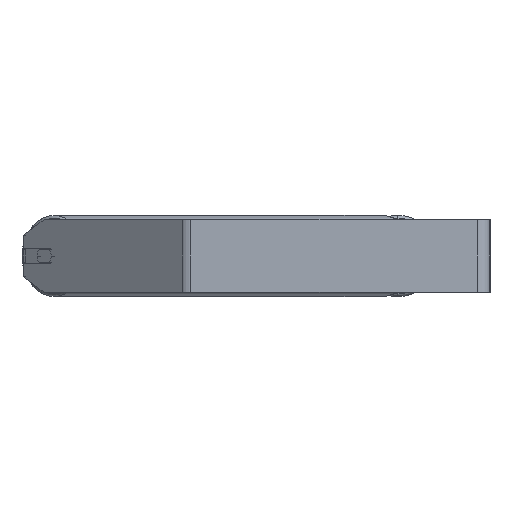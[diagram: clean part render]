
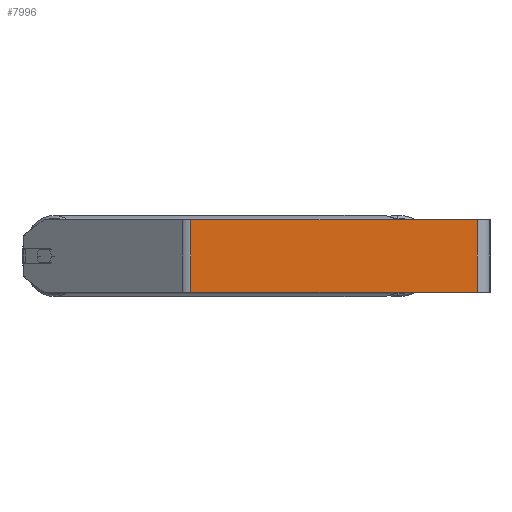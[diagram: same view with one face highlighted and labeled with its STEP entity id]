
A CAD part, left-side view. The second image highlights one B-rep face of the part: STEP entity #7996.
In plain terms, the highlighted planar face has unit normal (-1, 0, 0).
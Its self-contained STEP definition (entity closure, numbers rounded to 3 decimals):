
#374 = CARTESIAN_POINT ( 'NONE',  ( -900., 333.462, 40. ) ) ;
#621 = EDGE_CURVE ( 'NONE', #3072, #1479, #8310, .T. ) ;
#679 = CARTESIAN_POINT ( 'NONE',  ( -900., 333.462, -40. ) ) ;
#1251 = EDGE_LOOP ( 'NONE', ( #2516, #5624, #3067, #6970 ) ) ;
#1424 = VECTOR ( 'NONE', #2327, 1000. ) ;
#1479 = VERTEX_POINT ( 'NONE', #3799 ) ;
#1564 = CARTESIAN_POINT ( 'NONE',  ( -900., 328.367, -40. ) ) ;
#1705 = LINE ( 'NONE', #4396, #4972 ) ;
#1866 = CARTESIAN_POINT ( 'NONE',  ( -900., 14., 40. ) ) ;
#2327 = DIRECTION ( 'NONE',  ( 0., 0., -1. ) ) ;
#2356 = FACE_OUTER_BOUND ( 'NONE', #1251, .T. ) ;
#2399 = DIRECTION ( 'NONE',  ( 0., 0., -1. ) ) ;
#2516 = ORIENTED_EDGE ( 'NONE', *, *, #4352, .T. ) ;
#2877 = LINE ( 'NONE', #679, #5814 ) ;
#2902 = VERTEX_POINT ( 'NONE', #1564 ) ;
#3067 = ORIENTED_EDGE ( 'NONE', *, *, #3742, .F. ) ;
#3072 = VERTEX_POINT ( 'NONE', #1866 ) ;
#3494 = VERTEX_POINT ( 'NONE', #6171 ) ;
#3725 = PLANE ( 'NONE',  #8644 ) ;
#3742 = EDGE_CURVE ( 'NONE', #3494, #3072, #1705, .T. ) ;
#3799 = CARTESIAN_POINT ( 'NONE',  ( -900., 14., -40. ) ) ;
#4023 = VECTOR ( 'NONE', #6884, 1000. ) ;
#4184 = CARTESIAN_POINT ( 'NONE',  ( -900., 328.367, 40. ) ) ;
#4352 = EDGE_CURVE ( 'NONE', #2902, #1479, #2877, .T. ) ;
#4396 = CARTESIAN_POINT ( 'NONE',  ( -900., 333.462, 40. ) ) ;
#4972 = VECTOR ( 'NONE', #7807, 1000. ) ;
#5624 = ORIENTED_EDGE ( 'NONE', *, *, #621, .F. ) ;
#5814 = VECTOR ( 'NONE', #8157, 1000. ) ;
#6140 = LINE ( 'NONE', #4184, #4023 ) ;
#6171 = CARTESIAN_POINT ( 'NONE',  ( -900., 328.367, 40. ) ) ;
#6432 = DIRECTION ( 'NONE',  ( 1., 0., 0. ) ) ;
#6884 = DIRECTION ( 'NONE',  ( 0., 0., -1. ) ) ;
#6887 = CARTESIAN_POINT ( 'NONE',  ( -900., 14., 40. ) ) ;
#6970 = ORIENTED_EDGE ( 'NONE', *, *, #7540, .T. ) ;
#7540 = EDGE_CURVE ( 'NONE', #3494, #2902, #6140, .T. ) ;
#7807 = DIRECTION ( 'NONE',  ( 0., -1., 0. ) ) ;
#7996 = ADVANCED_FACE ( 'NONE', ( #2356 ), #3725, .F. ) ;
#8157 = DIRECTION ( 'NONE',  ( 0., -1., 0. ) ) ;
#8310 = LINE ( 'NONE', #6887, #1424 ) ;
#8644 = AXIS2_PLACEMENT_3D ( 'NONE', #374, #6432, #2399 ) ;
